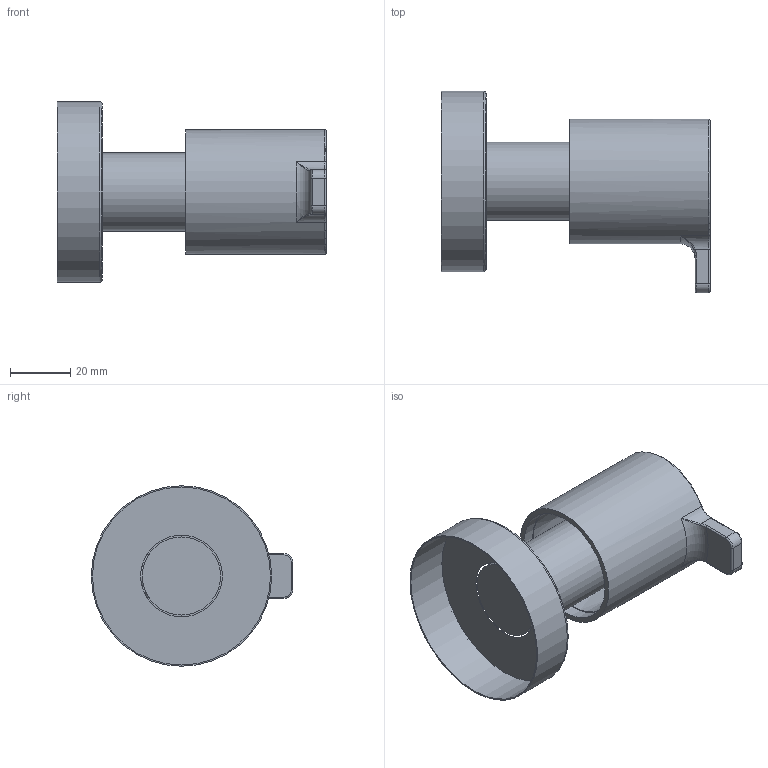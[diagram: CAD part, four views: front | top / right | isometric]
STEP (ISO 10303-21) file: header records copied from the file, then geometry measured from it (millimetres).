
FILE_DESCRIPTION (( 'STEP AP203' ), '1' );
FILE_NAME ('94FP12157.STEP', '2025-11-11T09:06:44', ( '' ), ( '' ), 'SwSTEP 2.0', 'SolidWorks 2021', '' );
FILE_SCHEMA (( 'CONFIG_CONTROL_DESIGN' ));
Length unit declared in the file: millimetre
Products named in the file (1): 94FP12157
Bounding box: 89.7 x 67 x 60 mm (x, y, z)
Volume: 52536.4 mm3; surface area: 33134.1 mm2
Topology: 4 solids, 4 shells, 273 faces, 738 edges, 485 vertices
Faces by surface type: plane 140, cone 56, cylinder 53, torus 16, bspline 5, sphere 3
Full cylindrical faces by diameter (mm): 6.8 x1, 9 x1, 12.45 x1, 12.5 x1, 25.6 x1, 26 x1, 28.6 x1, 31 x1, 31.6 x1, 38 x1, 41.5 x1, 59.2 x1, 60 x1
Entity records: 9454 total; most frequent: CARTESIAN_POINT 2804, ORIENTED_EDGE 1396, DIRECTION 1303, EDGE_CURVE 698, AXIS2_PLACEMENT_3D 479, VERTEX_POINT 471, LINE 345, VECTOR 345
